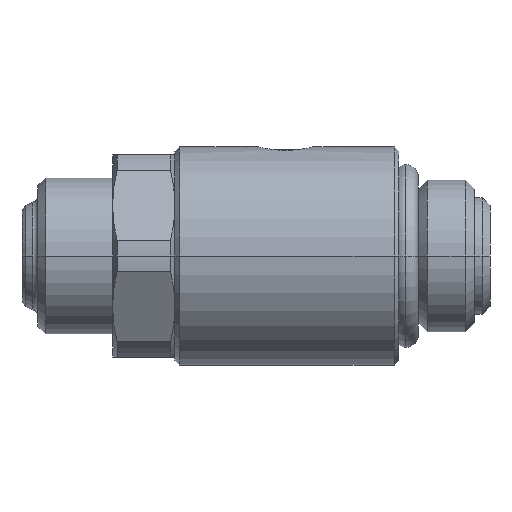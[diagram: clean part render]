
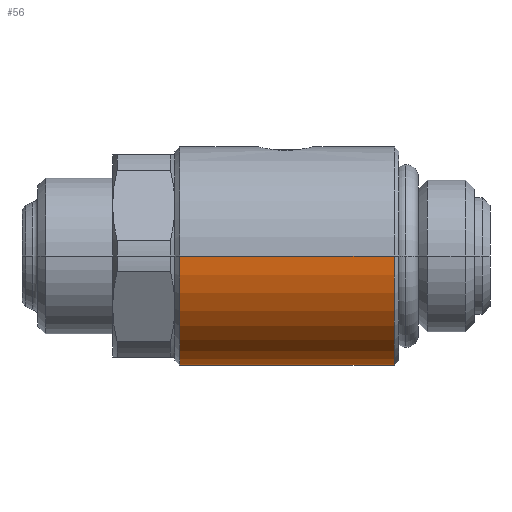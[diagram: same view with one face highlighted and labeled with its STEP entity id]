
A CAD part, left-side view. The second image highlights one B-rep face of the part: STEP entity #56.
In plain terms, the highlighted cylindrical face has radius 7 mm (diameter 14 mm), a partial arc.
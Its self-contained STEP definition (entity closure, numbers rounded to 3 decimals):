
#56=ADVANCED_FACE('',(#192),#193,.T.);
#192=FACE_OUTER_BOUND('',#460,.T.);
#193=CYLINDRICAL_SURFACE('',#461,7.0);
#460=EDGE_LOOP('',(#779,#780,#781,#782,#783,#784,#785,#786,#787));
#461=AXIS2_PLACEMENT_3D('',#788,#789,#790);
#779=ORIENTED_EDGE('',*,*,#1730,.F.);
#780=ORIENTED_EDGE('',*,*,#1731,.T.);
#781=ORIENTED_EDGE('',*,*,#1732,.F.);
#782=ORIENTED_EDGE('',*,*,#1727,.F.);
#783=ORIENTED_EDGE('',*,*,#1733,.F.);
#784=ORIENTED_EDGE('',*,*,#1734,.T.);
#785=ORIENTED_EDGE('',*,*,#1735,.T.);
#786=ORIENTED_EDGE('',*,*,#1736,.T.);
#787=ORIENTED_EDGE('',*,*,#1737,.T.);
#788=CARTESIAN_POINT('',(0.0,7.175,0.0));
#789=DIRECTION('',(-0.0,1.0,0.0));
#790=DIRECTION('',(1.0,0.0,0.0));
#1727=EDGE_CURVE('',#2082,#2085,#2086,.T.);
#1730=EDGE_CURVE('',#2090,#2091,#2092,.T.);
#1731=EDGE_CURVE('',#2090,#2093,#2094,.T.);
#1732=EDGE_CURVE('',#2085,#2093,#2095,.T.);
#1733=EDGE_CURVE('',#2096,#2082,#2097,.T.);
#1734=EDGE_CURVE('',#2096,#2098,#2099,.T.);
#1735=EDGE_CURVE('',#2098,#2100,#2101,.T.);
#1736=EDGE_CURVE('',#2100,#2102,#2103,.T.);
#1737=EDGE_CURVE('',#2102,#2091,#2104,.T.);
#2082=VERTEX_POINT('',#2631);
#2085=VERTEX_POINT('',#2635);
#2086=CIRCLE('',#2636,7.0);
#2090=VERTEX_POINT('',#2641);
#2091=VERTEX_POINT('',#2642);
#2092=LINE('',#2643,#2644);
#2093=VERTEX_POINT('',#2645);
#2094=CIRCLE('',#2646,7.0);
#2095=LINE('',#2647,#2648);
#2096=VERTEX_POINT('',#2649);
#2097=LINE('',#2650,#2651);
#2098=VERTEX_POINT('',#2652);
#2099=B_SPLINE_CURVE_WITH_KNOTS('',3,(#2653,#2654,#2655,#2656,#2657,#2658,#2659,#2660,#2661,#2662,#2663,#2664,#2665,#2666,#2667,#2668,#2669,#2670,#2671,#2672,#2673,#2674,#2675,#2676,#2677,#2678,#2679,#2680,#2681,#2682),.UNSPECIFIED.,.F.,.F.,(4,2,2,2,2,2,2,2,2,2,2,2,2,2,4),(9.745,10.318,10.892,11.465,12.038,12.611,13.184,13.757,14.329,14.902,15.475,16.048,16.621,17.195,17.769),.UNSPECIFIED.);
#2100=VERTEX_POINT('',#2683);
#2101=B_SPLINE_CURVE_WITH_KNOTS('',3,(#2684,#2685,#2686,#2687,#2688,#2689),.UNSPECIFIED.,.F.,.F.,(4,2,4),(17.121,17.508,18.014),.UNSPECIFIED.);
#2102=VERTEX_POINT('',#2690);
#2103=B_SPLINE_CURVE_WITH_KNOTS('',3,(#2691,#2692,#2693,#2694,#2695,#2696),.UNSPECIFIED.,.F.,.F.,(4,2,4),(18.014,18.52,18.907),.UNSPECIFIED.);
#2104=B_SPLINE_CURVE_WITH_KNOTS('',3,(#2697,#2698,#2699,#2700,#2701,#2702,#2703,#2704,#2705,#2706,#2707,#2708,#2709,#2710,#2711,#2712,#2713,#2714,#2715,#2716,#2717,#2718,#2719,#2720,#2721,#2722,#2723,#2724,#2725,#2726),.UNSPECIFIED.,.F.,.F.,(4,2,2,2,2,2,2,2,2,2,2,2,2,2,4),(0.574,1.147,1.721,2.294,2.867,3.44,4.013,4.586,5.158,5.731,6.304,6.877,7.45,8.024,8.598),.UNSPECIFIED.);
#2631=CARTESIAN_POINT('',(7.0,14.05,0.0));
#2635=CARTESIAN_POINT('',(-7.0,14.05,0.));
#2636=AXIS2_PLACEMENT_3D('',#3742,#3743,#3744);
#2641=CARTESIAN_POINT('',(7.0,0.3,0.0));
#2642=CARTESIAN_POINT('',(7.0,4.25,0.));
#2643=CARTESIAN_POINT('',(7.0,7.175,0.));
#2644=VECTOR('',#3749,1.0);
#2645=CARTESIAN_POINT('',(-7.0,0.3,0.));
#2646=AXIS2_PLACEMENT_3D('',#3750,#3751,#3752);
#2647=CARTESIAN_POINT('',(-7.0,7.175,0.));
#2648=VECTOR('',#3753,1.0);
#2649=CARTESIAN_POINT('',(7.0,10.25,0.));
#2650=CARTESIAN_POINT('',(7.0,7.175,0.));
#2651=VECTOR('',#3754,1.0);
#2652=CARTESIAN_POINT('',(6.39,8.162,-2.858));
#2653=CARTESIAN_POINT('',(6.351,7.833,2.943));
#2654=CARTESIAN_POINT('',(6.369,8.028,2.904));
#2655=CARTESIAN_POINT('',(6.396,8.221,2.846));
#2656=CARTESIAN_POINT('',(6.462,8.589,2.692));
#2657=CARTESIAN_POINT('',(6.502,8.765,2.597));
#2658=CARTESIAN_POINT('',(6.585,9.09,2.377));
#2659=CARTESIAN_POINT('',(6.629,9.239,2.253));
#2660=CARTESIAN_POINT('',(6.713,9.503,1.99));
#2661=CARTESIAN_POINT('',(6.756,9.627,1.841));
#2662=CARTESIAN_POINT('',(6.836,9.846,1.516));
#2663=CARTESIAN_POINT('',(6.873,9.942,1.339));
#2664=CARTESIAN_POINT('',(6.935,10.096,0.97));
#2665=CARTESIAN_POINT('',(6.959,10.154,0.777));
#2666=CARTESIAN_POINT('',(6.992,10.231,0.388));
#2667=CARTESIAN_POINT('',(7.0,10.25,0.191));
#2668=CARTESIAN_POINT('',(7.0,10.25,-0.191));
#2669=CARTESIAN_POINT('',(6.992,10.231,-0.388));
#2670=CARTESIAN_POINT('',(6.959,10.154,-0.777));
#2671=CARTESIAN_POINT('',(6.935,10.096,-0.97));
#2672=CARTESIAN_POINT('',(6.873,9.942,-1.339));
#2673=CARTESIAN_POINT('',(6.836,9.846,-1.516));
#2674=CARTESIAN_POINT('',(6.756,9.627,-1.841));
#2675=CARTESIAN_POINT('',(6.713,9.503,-1.99));
#2676=CARTESIAN_POINT('',(6.629,9.239,-2.253));
#2677=CARTESIAN_POINT('',(6.585,9.09,-2.377));
#2678=CARTESIAN_POINT('',(6.502,8.765,-2.597));
#2679=CARTESIAN_POINT('',(6.462,8.589,-2.692));
#2680=CARTESIAN_POINT('',(6.396,8.221,-2.846));
#2681=CARTESIAN_POINT('',(6.369,8.028,-2.904));
#2682=CARTESIAN_POINT('',(6.351,7.833,-2.943));
#2683=CARTESIAN_POINT('',(6.325,7.25,-2.999));
#2684=CARTESIAN_POINT('',(6.39,8.162,-2.858));
#2685=CARTESIAN_POINT('',(6.372,8.033,-2.899));
#2686=CARTESIAN_POINT('',(6.357,7.9,-2.932));
#2687=CARTESIAN_POINT('',(6.332,7.593,-2.985));
#2688=CARTESIAN_POINT('',(6.325,7.419,-2.999));
#2689=CARTESIAN_POINT('',(6.325,7.25,-2.999));
#2690=CARTESIAN_POINT('',(6.39,6.338,-2.858));
#2691=CARTESIAN_POINT('',(6.325,7.25,-2.999));
#2692=CARTESIAN_POINT('',(6.325,7.081,-2.999));
#2693=CARTESIAN_POINT('',(6.332,6.907,-2.985));
#2694=CARTESIAN_POINT('',(6.357,6.6,-2.932));
#2695=CARTESIAN_POINT('',(6.372,6.467,-2.899));
#2696=CARTESIAN_POINT('',(6.39,6.338,-2.858));
#2697=CARTESIAN_POINT('',(6.351,6.667,-2.943));
#2698=CARTESIAN_POINT('',(6.369,6.472,-2.904));
#2699=CARTESIAN_POINT('',(6.396,6.279,-2.846));
#2700=CARTESIAN_POINT('',(6.462,5.911,-2.692));
#2701=CARTESIAN_POINT('',(6.502,5.735,-2.597));
#2702=CARTESIAN_POINT('',(6.585,5.41,-2.377));
#2703=CARTESIAN_POINT('',(6.629,5.261,-2.253));
#2704=CARTESIAN_POINT('',(6.713,4.997,-1.99));
#2705=CARTESIAN_POINT('',(6.756,4.873,-1.841));
#2706=CARTESIAN_POINT('',(6.836,4.654,-1.516));
#2707=CARTESIAN_POINT('',(6.873,4.558,-1.339));
#2708=CARTESIAN_POINT('',(6.935,4.404,-0.97));
#2709=CARTESIAN_POINT('',(6.959,4.346,-0.777));
#2710=CARTESIAN_POINT('',(6.992,4.269,-0.388));
#2711=CARTESIAN_POINT('',(7.0,4.25,-0.191));
#2712=CARTESIAN_POINT('',(7.0,4.25,0.191));
#2713=CARTESIAN_POINT('',(6.992,4.269,0.388));
#2714=CARTESIAN_POINT('',(6.959,4.346,0.777));
#2715=CARTESIAN_POINT('',(6.935,4.404,0.97));
#2716=CARTESIAN_POINT('',(6.873,4.558,1.339));
#2717=CARTESIAN_POINT('',(6.836,4.654,1.516));
#2718=CARTESIAN_POINT('',(6.756,4.873,1.841));
#2719=CARTESIAN_POINT('',(6.713,4.997,1.99));
#2720=CARTESIAN_POINT('',(6.629,5.261,2.253));
#2721=CARTESIAN_POINT('',(6.585,5.41,2.377));
#2722=CARTESIAN_POINT('',(6.502,5.735,2.597));
#2723=CARTESIAN_POINT('',(6.462,5.911,2.692));
#2724=CARTESIAN_POINT('',(6.396,6.279,2.846));
#2725=CARTESIAN_POINT('',(6.369,6.472,2.904));
#2726=CARTESIAN_POINT('',(6.351,6.667,2.943));
#3742=CARTESIAN_POINT('',(0.0,14.05,0.0));
#3743=DIRECTION('',(-0.0,1.0,0.0));
#3744=DIRECTION('',(1.0,0.0,0.0));
#3749=DIRECTION('',(0.0,1.0,0.0));
#3750=CARTESIAN_POINT('',(0.0,0.3,0.0));
#3751=DIRECTION('',(-0.0,1.0,0.0));
#3752=DIRECTION('',(1.0,0.0,0.0));
#3753=DIRECTION('',(-0.0,-1.0,-0.0));
#3754=DIRECTION('',(0.0,1.0,0.0));
